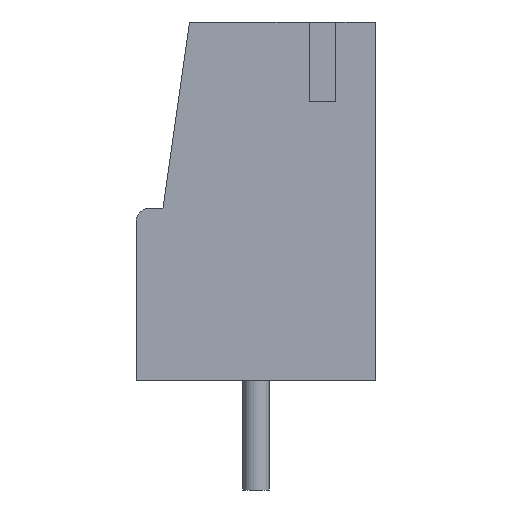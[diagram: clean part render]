
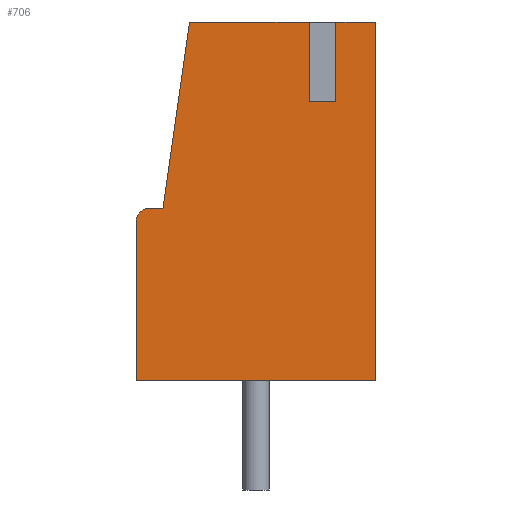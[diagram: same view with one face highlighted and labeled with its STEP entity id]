
A CAD part, front view. The second image highlights one B-rep face of the part: STEP entity #706.
In plain terms, the highlighted planar face has unit normal (0, -1, 0).
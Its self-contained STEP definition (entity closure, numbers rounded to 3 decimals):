
#13=DIRECTION('',(0.,0.,1.));
#14=DIRECTION('',(1.,0.,0.));
#80=VERTEX_POINT('',#81);
#81=CARTESIAN_POINT('',(4.5,-37.5,0.));
#84=DIRECTION('',(0.,-1.,0.));
#85=ORIENTED_EDGE('',*,*,#86,.T.);
#86=EDGE_CURVE('',#80,#87,#89,.T.);
#87=VERTEX_POINT('',#88);
#88=CARTESIAN_POINT('',(4.5,-37.5,13.5));
#89=LINE('',#81,#90);
#90=VECTOR('',#13,1.);
#101=DIRECTION('',(-1.,0.,0.));
#110=VECTOR('',#14,1.);
#122=VECTOR('',#101,1.);
#490=VERTEX_POINT('',#491);
#491=CARTESIAN_POINT('',(-4.5,-37.5,0.));
#492=ORIENTED_EDGE('',*,*,#493,.T.);
#493=EDGE_CURVE('',#490,#80,#494,.T.);
#494=LINE('',#491,#110);
#507=ORIENTED_EDGE('',*,*,#508,.T.);
#508=EDGE_CURVE('',#87,#509,#511,.T.);
#509=VERTEX_POINT('',#510);
#510=CARTESIAN_POINT('',(3.,-37.5,13.5));
#511=LINE('',#88,#122);
#525=VERTEX_POINT('',#526);
#526=CARTESIAN_POINT('',(2.,-37.5,13.5));
#529=ORIENTED_EDGE('',*,*,#530,.T.);
#530=EDGE_CURVE('',#525,#531,#511,.T.);
#531=VERTEX_POINT('',#532);
#532=CARTESIAN_POINT('',(-2.5,-37.5,13.5));
#673=DIRECTION('',(0.,0.,-1.));
#684=VECTOR('',#685,1.);
#685=DIRECTION('',(-0.141,0.,-0.99));
#701=VECTOR('',#673,1.);
#706=ADVANCED_FACE('',(#707),#745,.T.);
#707=FACE_BOUND('',#708,.T.);
#708=EDGE_LOOP('',(#492,#85,#507,#709,#715,#721,#529,#725,#730,#735,#742));
#709=ORIENTED_EDGE('',*,*,#710,.F.);
#710=EDGE_CURVE('',#711,#509,#713,.T.);
#711=VERTEX_POINT('',#712);
#712=CARTESIAN_POINT('',(3.,-37.5,10.5));
#713=LINE('',#714,#90);
#714=CARTESIAN_POINT('',(3.,-37.5,8.471));
#715=ORIENTED_EDGE('',*,*,#716,.T.);
#716=EDGE_CURVE('',#711,#717,#719,.T.);
#717=VERTEX_POINT('',#718);
#718=CARTESIAN_POINT('',(2.,-37.5,10.5));
#719=LINE('',#720,#122);
#720=CARTESIAN_POINT('',(1.163,-37.5,10.5));
#721=ORIENTED_EDGE('',*,*,#722,.T.);
#722=EDGE_CURVE('',#717,#525,#723,.T.);
#723=LINE('',#724,#90);
#724=CARTESIAN_POINT('',(2.,-37.5,8.471));
#725=ORIENTED_EDGE('',*,*,#726,.T.);
#726=EDGE_CURVE('',#531,#727,#729,.T.);
#727=VERTEX_POINT('',#728);
#728=CARTESIAN_POINT('',(-3.5,-37.5,6.5));
#729=LINE('',#532,#684);
#730=ORIENTED_EDGE('',*,*,#731,.T.);
#731=EDGE_CURVE('',#727,#732,#734,.T.);
#732=VERTEX_POINT('',#733);
#733=CARTESIAN_POINT('',(-4.,-37.5,6.5));
#734=LINE('',#728,#122);
#735=ORIENTED_EDGE('',*,*,#736,.T.);
#736=EDGE_CURVE('',#732,#737,#739,.T.);
#737=VERTEX_POINT('',#738);
#738=CARTESIAN_POINT('',(-4.5,-37.5,6.));
#739=ELLIPSE('',#740,0.5,0.5);
#740=AXIS2_PLACEMENT_3D('',#741,#84,#14);
#741=CARTESIAN_POINT('',(-4.,-37.5,6.));
#742=ORIENTED_EDGE('',*,*,#743,.T.);
#743=EDGE_CURVE('',#737,#490,#744,.T.);
#744=LINE('',#738,#701);
#745=PLANE('',#746);
#746=AXIS2_PLACEMENT_3D('',#747,#84,#673);
#747=CARTESIAN_POINT('',(0.326,-37.5,6.442));
